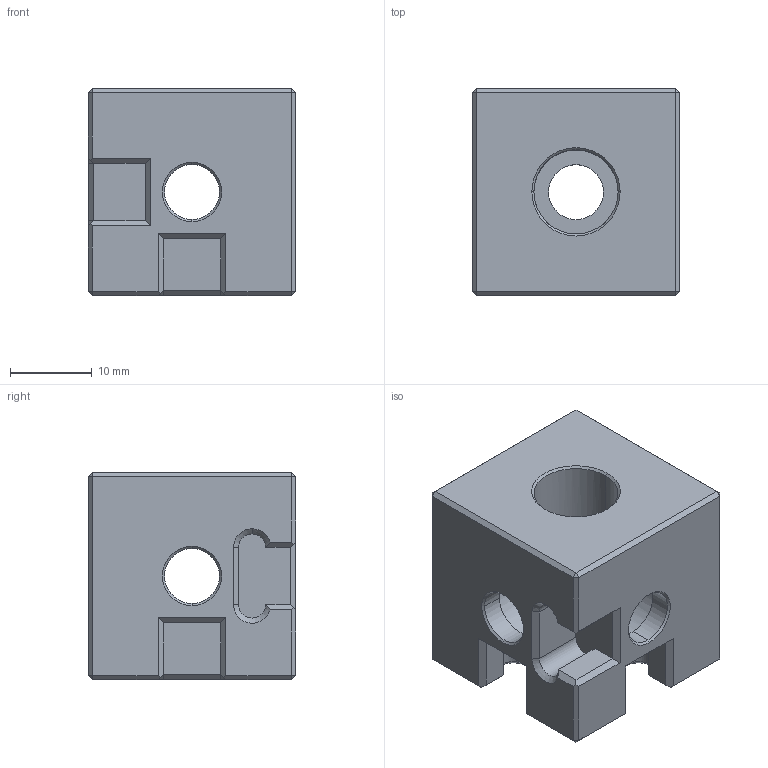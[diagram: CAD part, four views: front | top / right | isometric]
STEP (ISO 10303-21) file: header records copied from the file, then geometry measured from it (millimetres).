
FILE_DESCRIPTION (( 'STEP AP214' ), '1' );
FILE_NAME ('TTN043683-E0W.STEP', '2015-06-22T14:25:43', ( 'admin' ), ( '' ), 'SwSTEP 2.0', 'SolidWorks 2014', '' );
FILE_SCHEMA (( 'AUTOMOTIVE_DESIGN' ));
Length unit declared in the file: inch
Products named in the file (1): TTN043683-E0W
Bounding box: 25.4 x 25.4 x 25.4 mm (x, y, z)
Volume: 10704.8 mm3; surface area: 5342.8 mm2
Topology: 1 solids, 1 shells, 107 faces, 263 edges, 157 vertices
Faces by surface type: plane 62, cylinder 25, cone 20
Entity records: 4537 total; most frequent: CARTESIAN_POINT 606, ORIENTED_EDGE 526, DIRECTION 516, EDGE_CURVE 263, VECTOR 174, LINE 174, AXIS2_PLACEMENT_3D 171, VERTEX_POINT 157
